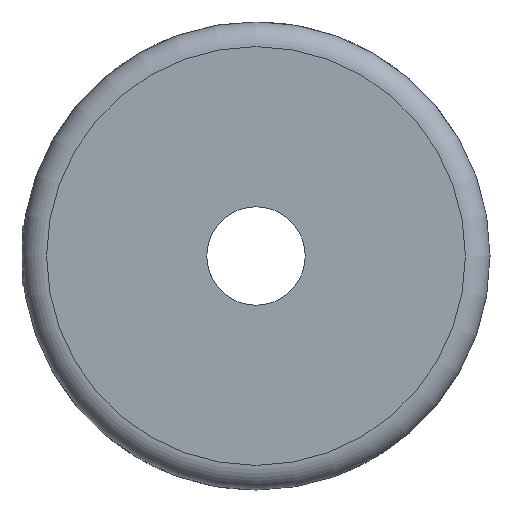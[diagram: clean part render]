
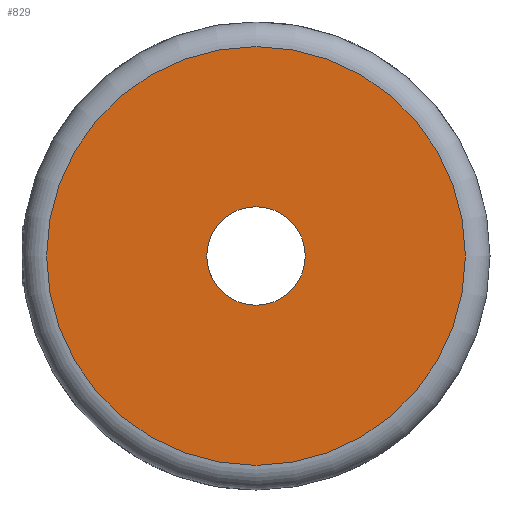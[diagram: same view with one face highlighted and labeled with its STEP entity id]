
A CAD part, left-side view. The second image highlights one B-rep face of the part: STEP entity #829.
In plain terms, the highlighted planar face has unit normal (-1, 0, 0).
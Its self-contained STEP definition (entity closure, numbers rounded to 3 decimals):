
#159=PLANE('',#953);
#236=ORIENTED_EDGE('',*,*,#437,.T.);
#237=ORIENTED_EDGE('',*,*,#448,.F.);
#437=EDGE_CURVE('',#543,#543,#620,.T.);
#448=EDGE_CURVE('',#554,#554,#624,.T.);
#543=VERTEX_POINT('',#1324);
#554=VERTEX_POINT('',#1368);
#620=CIRCLE('',#944,2.);
#624=CIRCLE('',#954,8.5);
#651=EDGE_LOOP('',(#236));
#652=EDGE_LOOP('',(#237));
#735=FACE_BOUND('',#651,.T.);
#736=FACE_BOUND('',#652,.T.);
#829=ADVANCED_FACE('',(#735,#736),#159,.T.);
#944=AXIS2_PLACEMENT_3D('',#1323,#1051,#1052);
#953=AXIS2_PLACEMENT_3D('',#1366,#1069,#1070);
#954=AXIS2_PLACEMENT_3D('',#1367,#1071,#1072);
#1051=DIRECTION('',(1.,0.,0.));
#1052=DIRECTION('',(0.,0.,-1.));
#1069=DIRECTION('',(-1.,0.,0.));
#1070=DIRECTION('',(0.,0.,1.));
#1071=DIRECTION('',(1.,0.,0.));
#1072=DIRECTION('',(0.,0.,-1.));
#1323=CARTESIAN_POINT('',(0.,0.,0.));
#1324=CARTESIAN_POINT('',(0.,0.,-2.));
#1366=CARTESIAN_POINT('',(0.,8.5,0.));
#1367=CARTESIAN_POINT('',(0.,0.,0.));
#1368=CARTESIAN_POINT('',(0.,0.,-8.5));
